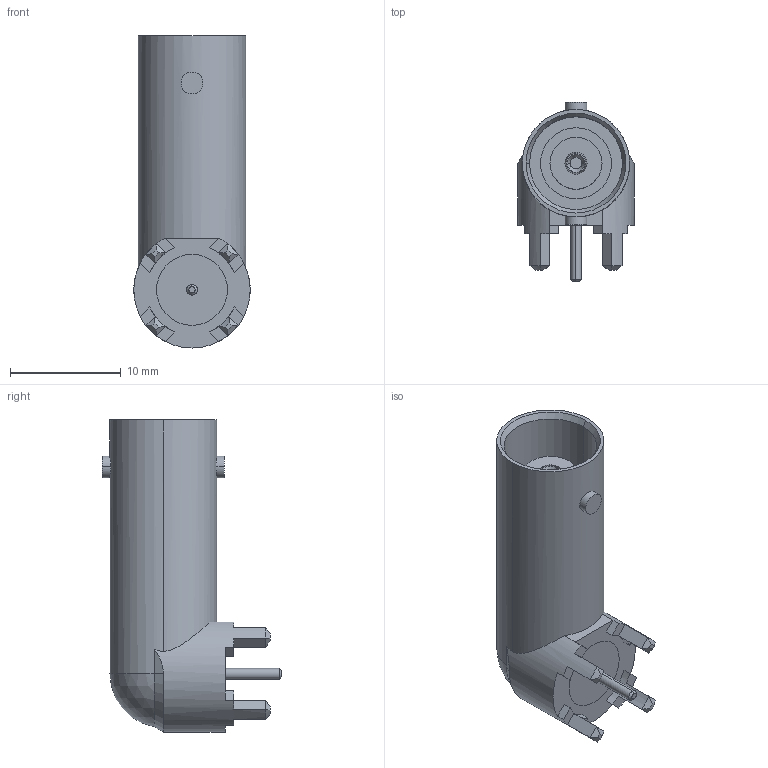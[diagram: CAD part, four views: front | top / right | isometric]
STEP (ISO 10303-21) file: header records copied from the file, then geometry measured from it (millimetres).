
FILE_DESCRIPTION (( 'STEP AP214' ), '1' );
FILE_NAME ('2466268-1.STEP', '2025-06-04T08:04:32', ( '' ), ( '' ), 'SwSTEP 2.0', 'SolidWorks 2021', '' );
FILE_SCHEMA (( 'AUTOMOTIVE_DESIGN' ));
Length unit declared in the file: millimetre
Products named in the file (1): 2466268-1
Bounding box: 10.5 x 16.17 x 28.15 mm (x, y, z)
Volume: 1768.4 mm3; surface area: 2423.9 mm2
Topology: 3 solids, 3 shells, 118 faces, 275 edges, 170 vertices
Faces by surface type: plane 53, cylinder 36, cone 20, torus 8, sphere 1
Entity records: 3527 total; most frequent: CARTESIAN_POINT 720, DIRECTION 613, ORIENTED_EDGE 550, EDGE_CURVE 275, AXIS2_PLACEMENT_3D 245, VERTEX_POINT 170, EDGE_LOOP 129, CIRCLE 126
